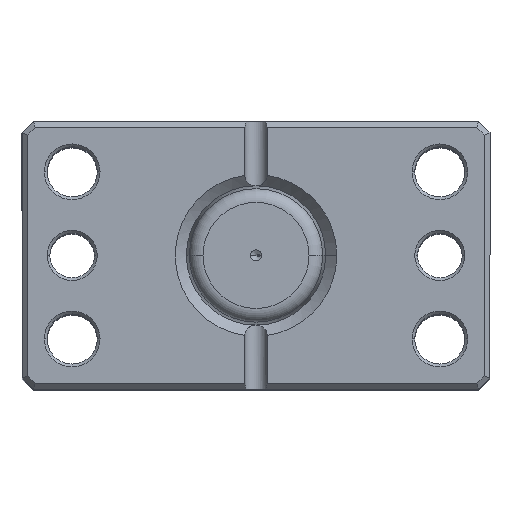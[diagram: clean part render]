
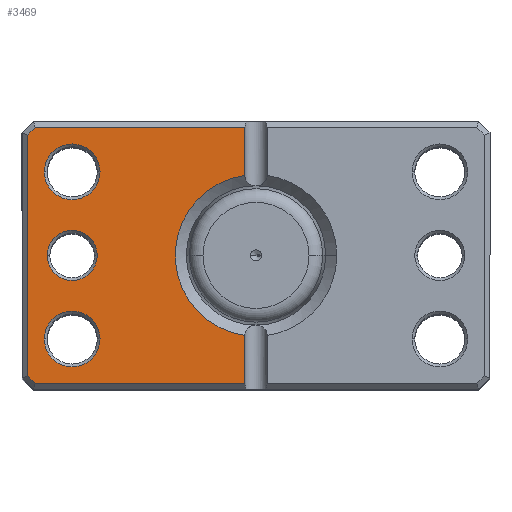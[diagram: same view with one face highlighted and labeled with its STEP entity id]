
A CAD part, top view. The second image highlights one B-rep face of the part: STEP entity #3469.
In plain terms, the highlighted face is planar.
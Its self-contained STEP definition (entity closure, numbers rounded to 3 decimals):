
#24 = ORIENTED_EDGE ( 'NONE', *, *, #4868, .T. ) ;
#27 = VECTOR ( 'NONE', #3182, 1000. ) ;
#58 = CARTESIAN_POINT ( 'NONE',  ( 39.586, -23., 0. ) ) ;
#94 = DIRECTION ( 'NONE',  ( 0.707, -0.707, 0. ) ) ;
#125 = DIRECTION ( 'NONE',  ( 0., -1., 0. ) ) ;
#194 = ORIENTED_EDGE ( 'NONE', *, *, #322, .T. ) ;
#238 = VERTEX_POINT ( 'NONE', #4281 ) ;
#322 = EDGE_CURVE ( 'NONE', #4511, #1509, #2101, .T. ) ;
#382 = CARTESIAN_POINT ( 'NONE',  ( 33., -15., 0. ) ) ;
#388 = AXIS2_PLACEMENT_3D ( 'NONE', #6220, #6451, #6498 ) ;
#404 = DIRECTION ( 'NONE',  ( 0., 0., 1. ) ) ;
#413 = CARTESIAN_POINT ( 'NONE',  ( 41., 21.586, 0. ) ) ;
#432 = CIRCLE ( 'NONE', #3526, 5. ) ;
#485 = DIRECTION ( 'NONE',  ( 1., 0., 0. ) ) ;
#533 = CARTESIAN_POINT ( 'NONE',  ( 33., 15., 0. ) ) ;
#544 = EDGE_LOOP ( 'NONE', ( #24, #194, #5990, #6682, #4153, #2352, #4174, #5421 ) ) ;
#597 = CARTESIAN_POINT ( 'NONE',  ( 33., 0., 0. ) ) ;
#599 = VECTOR ( 'NONE', #2899, 1000. ) ;
#686 = AXIS2_PLACEMENT_3D ( 'NONE', #4640, #2522, #6279 ) ;
#752 = ORIENTED_EDGE ( 'NONE', *, *, #2863, .T. ) ;
#917 = DIRECTION ( 'NONE',  ( 1., 0., 0. ) ) ;
#988 = EDGE_CURVE ( 'NONE', #3138, #4234, #1759, .T. ) ;
#1021 = FACE_OUTER_BOUND ( 'NONE', #544, .T. ) ;
#1023 = VERTEX_POINT ( 'NONE', #5188 ) ;
#1079 = ORIENTED_EDGE ( 'NONE', *, *, #1112, .T. ) ;
#1112 = EDGE_CURVE ( 'NONE', #1023, #4899, #3877, .T. ) ;
#1117 = DIRECTION ( 'NONE',  ( 1., 0., 0. ) ) ;
#1195 = FACE_BOUND ( 'NONE', #4964, .T. ) ;
#1257 = AXIS2_PLACEMENT_3D ( 'NONE', #2261, #6025, #2765 ) ;
#1339 = CARTESIAN_POINT ( 'NONE',  ( 2., -23., 0. ) ) ;
#1346 = DIRECTION ( 'NONE',  ( 0., 0., 1. ) ) ;
#1356 = VECTOR ( 'NONE', #5615, 1000. ) ;
#1393 = LINE ( 'NONE', #6432, #27 ) ;
#1509 = VERTEX_POINT ( 'NONE', #1690 ) ;
#1524 = DIRECTION ( 'NONE',  ( 1., 0., 0. ) ) ;
#1561 = CARTESIAN_POINT ( 'NONE',  ( 39.586, 23., 0. ) ) ;
#1562 = LINE ( 'NONE', #3208, #3846 ) ;
#1572 = DIRECTION ( 'NONE',  ( 0., 0., 1. ) ) ;
#1602 = VECTOR ( 'NONE', #485, 1000. ) ;
#1657 = CARTESIAN_POINT ( 'NONE',  ( 0., 0., 0. ) ) ;
#1690 = CARTESIAN_POINT ( 'NONE',  ( 2., 14.361, 0. ) ) ;
#1703 = CARTESIAN_POINT ( 'NONE',  ( 28., -15., 0. ) ) ;
#1759 = LINE ( 'NONE', #2452, #1602 ) ;
#1835 = EDGE_CURVE ( 'NONE', #4691, #3437, #2230, .T. ) ;
#1877 = CARTESIAN_POINT ( 'NONE',  ( 31.293, -31.293, 0. ) ) ;
#1911 = CARTESIAN_POINT ( 'NONE',  ( 28.5, 0., 0. ) ) ;
#2101 = CIRCLE ( 'NONE', #4904, 14.5 ) ;
#2168 = VERTEX_POINT ( 'NONE', #4861 ) ;
#2200 = CARTESIAN_POINT ( 'NONE',  ( 37.5, 0., 0. ) ) ;
#2230 = CIRCLE ( 'NONE', #388, 4.5 ) ;
#2241 = EDGE_CURVE ( 'NONE', #4234, #2548, #4983, .T. ) ;
#2261 = CARTESIAN_POINT ( 'NONE',  ( 33., -15., 0. ) ) ;
#2292 = EDGE_LOOP ( 'NONE', ( #5720, #4600 ) ) ;
#2352 = ORIENTED_EDGE ( 'NONE', *, *, #5227, .T. ) ;
#2387 = FACE_BOUND ( 'NONE', #3162, .T. ) ;
#2396 = CARTESIAN_POINT ( 'NONE',  ( 2., 24., 0. ) ) ;
#2449 = EDGE_CURVE ( 'NONE', #238, #5479, #4135, .T. ) ;
#2452 = CARTESIAN_POINT ( 'NONE',  ( 0., 23., 0. ) ) ;
#2465 = LINE ( 'NONE', #3816, #5149 ) ;
#2522 = DIRECTION ( 'NONE',  ( 0., 0., 1. ) ) ;
#2548 = VERTEX_POINT ( 'NONE', #413 ) ;
#2765 = DIRECTION ( 'NONE',  ( 1., 0., 0. ) ) ;
#2863 = EDGE_CURVE ( 'NONE', #4899, #1023, #6263, .T. ) ;
#2899 = DIRECTION ( 'NONE',  ( 0., 1., 0. ) ) ;
#3016 = VECTOR ( 'NONE', #94, 1000. ) ;
#3138 = VERTEX_POINT ( 'NONE', #3176 ) ;
#3141 = CIRCLE ( 'NONE', #3347, 4.5 ) ;
#3162 = EDGE_LOOP ( 'NONE', ( #3756, #6796 ) ) ;
#3176 = CARTESIAN_POINT ( 'NONE',  ( 2., 23., 0. ) ) ;
#3182 = DIRECTION ( 'NONE',  ( -1., 0., 0. ) ) ;
#3208 = CARTESIAN_POINT ( 'NONE',  ( 41., 0., 0. ) ) ;
#3347 = AXIS2_PLACEMENT_3D ( 'NONE', #597, #4248, #1117 ) ;
#3437 = VERTEX_POINT ( 'NONE', #1911 ) ;
#3469 = ADVANCED_FACE ( 'NONE', ( #2387, #3788, #1195, #1021 ), #6785, .F. ) ;
#3514 = CARTESIAN_POINT ( 'NONE',  ( 33., 15., 0. ) ) ;
#3526 = AXIS2_PLACEMENT_3D ( 'NONE', #382, #4027, #917 ) ;
#3531 = CIRCLE ( 'NONE', #1257, 5. ) ;
#3686 = EDGE_CURVE ( 'NONE', #1509, #3138, #2465, .T. ) ;
#3690 = EDGE_CURVE ( 'NONE', #5605, #2168, #3531, .T. ) ;
#3756 = ORIENTED_EDGE ( 'NONE', *, *, #6602, .T. ) ;
#3788 = FACE_BOUND ( 'NONE', #2292, .T. ) ;
#3816 = CARTESIAN_POINT ( 'NONE',  ( 2., 24., 0. ) ) ;
#3846 = VECTOR ( 'NONE', #125, 1000. ) ;
#3847 = AXIS2_PLACEMENT_3D ( 'NONE', #3514, #404, #4052 ) ;
#3877 = CIRCLE ( 'NONE', #4656, 5. ) ;
#4027 = DIRECTION ( 'NONE',  ( 0., 0., 1. ) ) ;
#4052 = DIRECTION ( 'NONE',  ( 1., 0., 0. ) ) ;
#4135 = LINE ( 'NONE', #1877, #1356 ) ;
#4153 = ORIENTED_EDGE ( 'NONE', *, *, #2241, .T. ) ;
#4174 = ORIENTED_EDGE ( 'NONE', *, *, #2449, .T. ) ;
#4234 = VERTEX_POINT ( 'NONE', #1561 ) ;
#4248 = DIRECTION ( 'NONE',  ( 0., 0., 1. ) ) ;
#4281 = CARTESIAN_POINT ( 'NONE',  ( 41., -21.586, 0. ) ) ;
#4374 = DIRECTION ( 'NONE',  ( 0., 1., 0. ) ) ;
#4511 = VERTEX_POINT ( 'NONE', #5093 ) ;
#4600 = ORIENTED_EDGE ( 'NONE', *, *, #4917, .T. ) ;
#4640 = CARTESIAN_POINT ( 'NONE',  ( 0., 0., 0. ) ) ;
#4656 = AXIS2_PLACEMENT_3D ( 'NONE', #533, #1346, #5580 ) ;
#4691 = VERTEX_POINT ( 'NONE', #2200 ) ;
#4791 = LINE ( 'NONE', #2396, #599 ) ;
#4816 = CARTESIAN_POINT ( 'NONE',  ( 31.293, 31.293, 0. ) ) ;
#4861 = CARTESIAN_POINT ( 'NONE',  ( 38., -15., 0. ) ) ;
#4868 = EDGE_CURVE ( 'NONE', #5769, #4511, #4791, .T. ) ;
#4899 = VERTEX_POINT ( 'NONE', #5662 ) ;
#4904 = AXIS2_PLACEMENT_3D ( 'NONE', #1657, #1572, #1524 ) ;
#4917 = EDGE_CURVE ( 'NONE', #2168, #5605, #432, .T. ) ;
#4964 = EDGE_LOOP ( 'NONE', ( #752, #1079 ) ) ;
#4983 = LINE ( 'NONE', #4816, #3016 ) ;
#5093 = CARTESIAN_POINT ( 'NONE',  ( 2., -14.361, 0. ) ) ;
#5149 = VECTOR ( 'NONE', #4374, 1000. ) ;
#5188 = CARTESIAN_POINT ( 'NONE',  ( 38., 15., 0. ) ) ;
#5189 = EDGE_CURVE ( 'NONE', #5479, #5769, #1393, .T. ) ;
#5227 = EDGE_CURVE ( 'NONE', #2548, #238, #1562, .T. ) ;
#5421 = ORIENTED_EDGE ( 'NONE', *, *, #5189, .T. ) ;
#5479 = VERTEX_POINT ( 'NONE', #58 ) ;
#5580 = DIRECTION ( 'NONE',  ( 1., 0., 0. ) ) ;
#5605 = VERTEX_POINT ( 'NONE', #1703 ) ;
#5615 = DIRECTION ( 'NONE',  ( -0.707, -0.707, 0. ) ) ;
#5662 = CARTESIAN_POINT ( 'NONE',  ( 28., 15., 0. ) ) ;
#5720 = ORIENTED_EDGE ( 'NONE', *, *, #3690, .T. ) ;
#5769 = VERTEX_POINT ( 'NONE', #1339 ) ;
#5990 = ORIENTED_EDGE ( 'NONE', *, *, #3686, .T. ) ;
#6025 = DIRECTION ( 'NONE',  ( 0., 0., 1. ) ) ;
#6220 = CARTESIAN_POINT ( 'NONE',  ( 33., 0., 0. ) ) ;
#6263 = CIRCLE ( 'NONE', #3847, 5. ) ;
#6279 = DIRECTION ( 'NONE',  ( 1., 0., 0. ) ) ;
#6432 = CARTESIAN_POINT ( 'NONE',  ( 0., -23., 0. ) ) ;
#6451 = DIRECTION ( 'NONE',  ( 0., 0., 1. ) ) ;
#6498 = DIRECTION ( 'NONE',  ( 1., 0., 0. ) ) ;
#6602 = EDGE_CURVE ( 'NONE', #3437, #4691, #3141, .T. ) ;
#6682 = ORIENTED_EDGE ( 'NONE', *, *, #988, .T. ) ;
#6785 = PLANE ( 'NONE',  #686 ) ;
#6796 = ORIENTED_EDGE ( 'NONE', *, *, #1835, .T. ) ;
